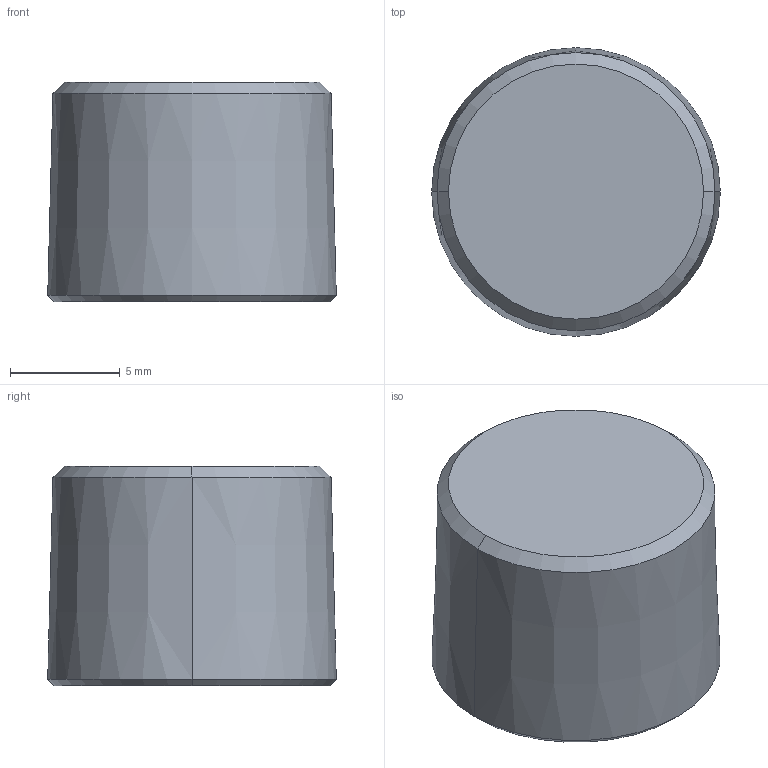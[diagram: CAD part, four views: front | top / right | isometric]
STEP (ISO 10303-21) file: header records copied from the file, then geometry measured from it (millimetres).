
FILE_DESCRIPTION(( 'RX.43.00.14.stp' ), '1');
FILE_NAME( 'RX.43.00.14.stp', '2018-10-10T16:40:51',( 'Sopra'),('sopra-pneumatic.com'), 'SwSTEP 2.0','SolidWorks 2009','' );
FILE_SCHEMA(('CONFIG_CONTROL_DESIGN'));
Length unit declared in the file: millimetre
Products named in the file (1): DS613-R14
Bounding box: 13.14 x 13.14 x 10 mm (x, y, z)
Volume: 1016.3 mm3; surface area: 792.5 mm2
Topology: 1 solids, 1 shells, 136 faces, 371 edges, 245 vertices
Faces by surface type: plane 126, cone 10
Entity records: 4218 total; most frequent: CARTESIAN_POINT 826, ORIENTED_EDGE 738, DIRECTION 597, EDGE_CURVE 369, VECTOR 337, LINE 337, VERTEX_POINT 245, EDGE_LOOP 146
